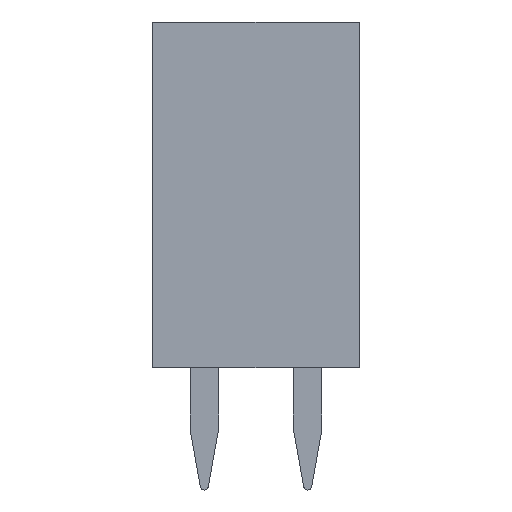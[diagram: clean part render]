
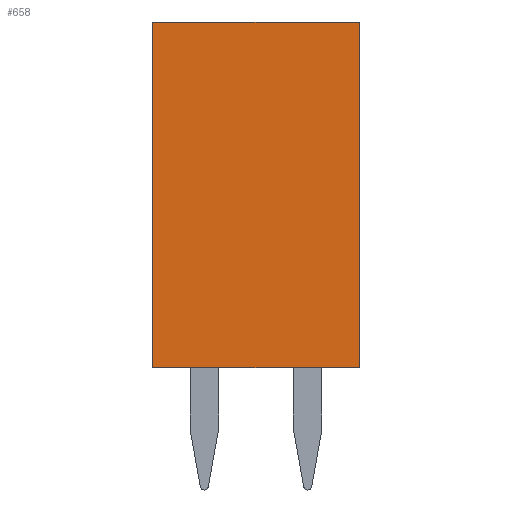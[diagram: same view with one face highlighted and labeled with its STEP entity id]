
A CAD part, left-side view. The second image highlights one B-rep face of the part: STEP entity #658.
In plain terms, the highlighted planar face has unit normal (-1, 0, 0).
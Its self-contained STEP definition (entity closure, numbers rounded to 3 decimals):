
#492 = VERTEX_POINT('',#493);
#493 = CARTESIAN_POINT('',(-1.27,1.27,8.5));
#501 = EDGE_CURVE('',#502,#492,#504,.T.);
#502 = VERTEX_POINT('',#503);
#503 = CARTESIAN_POINT('',(-1.27,-3.81,8.5));
#504 = LINE('',#505,#506);
#505 = CARTESIAN_POINT('',(-1.27,-3.81,8.5));
#506 = VECTOR('',#507,1.);
#507 = DIRECTION('',(0.,1.,0.));
#600 = VERTEX_POINT('',#601);
#601 = CARTESIAN_POINT('',(-1.27,1.27,0.));
#609 = EDGE_CURVE('',#600,#492,#610,.T.);
#610 = LINE('',#611,#612);
#611 = CARTESIAN_POINT('',(-1.27,1.27,0.));
#612 = VECTOR('',#613,1.);
#613 = DIRECTION('',(0.,0.,1.));
#658 = ADVANCED_FACE('',(#659),#677,.T.);
#659 = FACE_BOUND('',#660,.T.);
#660 = EDGE_LOOP('',(#661,#669,#670,#671));
#661 = ORIENTED_EDGE('',*,*,#662,.T.);
#662 = EDGE_CURVE('',#663,#502,#665,.T.);
#663 = VERTEX_POINT('',#664);
#664 = CARTESIAN_POINT('',(-1.27,-3.81,0.));
#665 = LINE('',#666,#667);
#666 = CARTESIAN_POINT('',(-1.27,-3.81,0.));
#667 = VECTOR('',#668,1.);
#668 = DIRECTION('',(0.,0.,1.));
#669 = ORIENTED_EDGE('',*,*,#501,.T.);
#670 = ORIENTED_EDGE('',*,*,#609,.F.);
#671 = ORIENTED_EDGE('',*,*,#672,.F.);
#672 = EDGE_CURVE('',#663,#600,#673,.T.);
#673 = LINE('',#674,#675);
#674 = CARTESIAN_POINT('',(-1.27,-3.81,0.));
#675 = VECTOR('',#676,1.);
#676 = DIRECTION('',(0.,1.,0.));
#677 = PLANE('',#678);
#678 = AXIS2_PLACEMENT_3D('',#679,#680,#681);
#679 = CARTESIAN_POINT('',(-1.27,-3.81,0.));
#680 = DIRECTION('',(-1.,0.,0.));
#681 = DIRECTION('',(0.,1.,0.));
